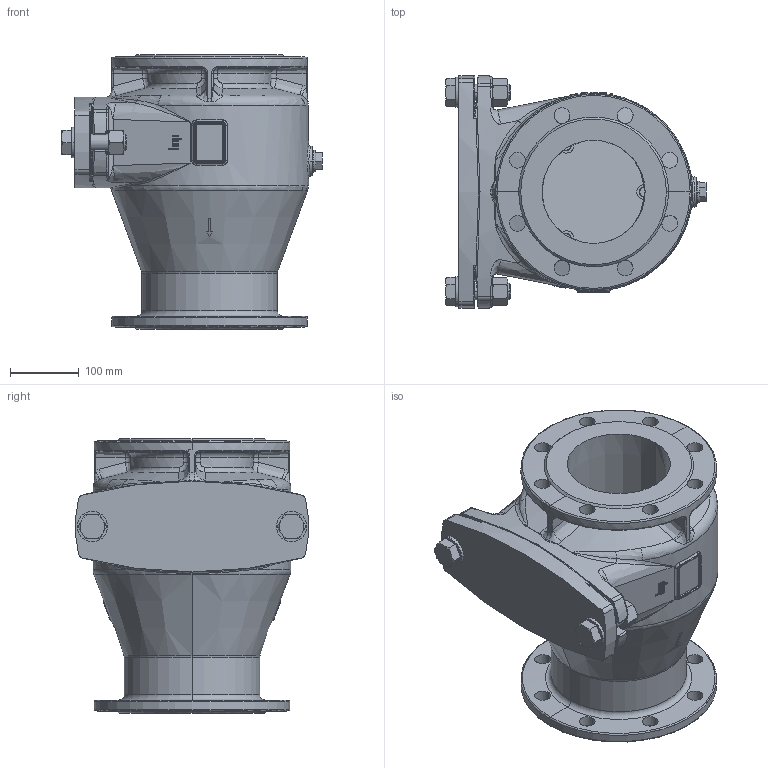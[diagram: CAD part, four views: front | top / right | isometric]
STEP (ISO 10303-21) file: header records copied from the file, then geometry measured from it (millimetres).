
FILE_DESCRIPTION((''),'2;1');
FILE_NAME('DN_150_CEP_ART435_ASM','2011-03-02T',('JMarkelj'),('Audax d.o.o.'),'PRO/ENGINEER BY PARAMETRIC TECHNOLOGY CORPORATION, 2010180','PRO/ENGINEER BY PARAMETRIC TECHNOLOGY CORPORATION, 2010180','');
FILE_SCHEMA(('CONFIG_CONTROL_DESIGN'));
Products named in the file (16): OHISJE_DN150_AF0; OHISJE_DN150_OBDELAN_ASM; POKROV_DN150; O_TESNILO_POKROVA; CEP_34_DIN910; CEP; PODLOSKA_CU; CEP_34_DIN910_ASM; ZAPORA_DN150; ZAPORA; AKSA_ZAPORE; ZAPORA_DN150_ASM; PODLOSKA_A24; VIJAK_M24X80; MATICA_M24; DN_150_CEP_ART435_ASM
Assembly tree (19 placements, depth 3):
  DN_150_CEP_ART435_ASM
    OHISJE_DN150_OBDELAN_ASM
      OHISJE_DN150_AF0
    POKROV_DN150
    O_TESNILO_POKROVA
    CEP_34_DIN910_ASM
      CEP_34_DIN910
      CEP
      PODLOSKA_CU
    ZAPORA_DN150_ASM
      ZAPORA_DN150  x2
      ZAPORA
      AKSA_ZAPORE
    PODLOSKA_A24  x2
    VIJAK_M24X80  x2
    MATICA_M24  x2
Bounding box: 379.81 x 338.94 x 400 mm (x, y, z)
Volume: 8957133.4 mm3; surface area: 1324150 mm2
Topology: 16 solids, 20 shells, 2095 faces, 5352 edges, 3336 vertices
Faces by surface type: plane 1009, bspline 380, cylinder 348, torus 183, cone 143, sphere 32
Entity records: 81356 total; most frequent: CARTESIAN_POINT 36571, ORIENTED_EDGE 10284, DIRECTION 7957, EDGE_CURVE 5150, VERTEX_POINT 3214, AXIS2_PLACEMENT_3D 3079, EDGE_LOOP 2094, FACE_OUTER_BOUND 2001
